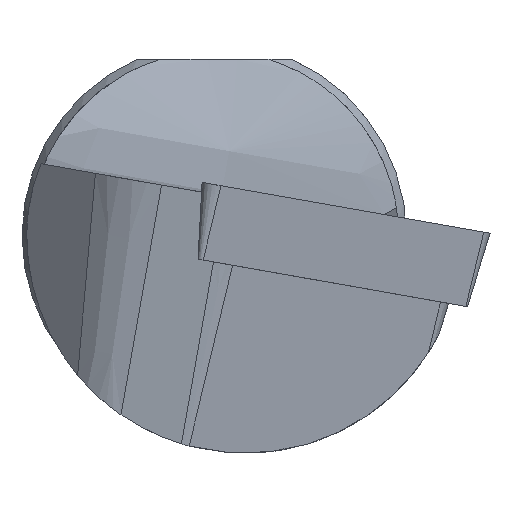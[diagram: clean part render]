
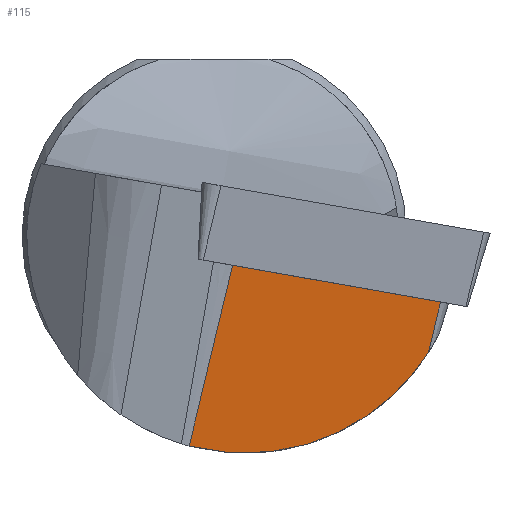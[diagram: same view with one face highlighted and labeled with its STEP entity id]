
A CAD part, left-side view. The second image highlights one B-rep face of the part: STEP entity #115.
In plain terms, the highlighted planar face has unit normal (-0.86, -0.468, -0.206).
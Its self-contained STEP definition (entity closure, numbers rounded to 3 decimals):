
#115=ADVANCED_FACE('',(#169),#151,.T.);
#151=PLANE('',#675);
#169=FACE_OUTER_BOUND('',#204,.T.);
#204=EDGE_LOOP('',(#250,#251,#252,#253));
#241=ELLIPSE('',#674,7.911,6.8);
#250=ORIENTED_EDGE('',*,*,#495,.F.);
#251=ORIENTED_EDGE('',*,*,#496,.T.);
#252=ORIENTED_EDGE('',*,*,#497,.T.);
#253=ORIENTED_EDGE('',*,*,#498,.F.);
#434=VERTEX_POINT('',#912);
#435=VERTEX_POINT('',#913);
#436=VERTEX_POINT('',#915);
#437=VERTEX_POINT('',#917);
#495=EDGE_CURVE('',#434,#435,#586,.T.);
#496=EDGE_CURVE('',#434,#436,#587,.T.);
#497=EDGE_CURVE('',#436,#437,#241,.T.);
#498=EDGE_CURVE('',#435,#437,#588,.T.);
#586=LINE('',#911,#630);
#587=LINE('',#914,#631);
#588=LINE('',#918,#632);
#630=VECTOR('',#742,1.);
#631=VECTOR('',#743,1.);
#632=VECTOR('',#746,1.);
#674=AXIS2_PLACEMENT_3D('',#916,#744,#745);
#675=AXIS2_PLACEMENT_3D('',#919,#747,#748);
#742=DIRECTION('',(0.5,-0.853,-0.15));
#743=DIRECTION('',(0.106,0.232,-0.967));
#744=DIRECTION('',(-0.86,-0.468,-0.206));
#745=DIRECTION('',(0.511,-0.786,-0.347));
#746=DIRECTION('',(0.106,0.232,-0.967));
#747=DIRECTION('',(-0.86,-0.468,-0.206));
#748=DIRECTION('',(0.478,-0.878,0.));
#911=CARTESIAN_POINT('',(12.437,-19.648,-4.294));
#912=CARTESIAN_POINT('',(1.254,-0.573,-0.931));
#913=CARTESIAN_POINT('',(5.06,-7.064,-2.075));
#914=CARTESIAN_POINT('',(1.001,-1.13,1.388));
#915=CARTESIAN_POINT('',(1.87,0.784,-6.575));
#916=CARTESIAN_POINT('',(1.236,-0.95,0.));
#917=CARTESIAN_POINT('',(5.232,-6.685,-3.654));
#918=CARTESIAN_POINT('',(4.806,-7.621,0.243));
#919=CARTESIAN_POINT('',(12.184,-20.205,-1.976));
